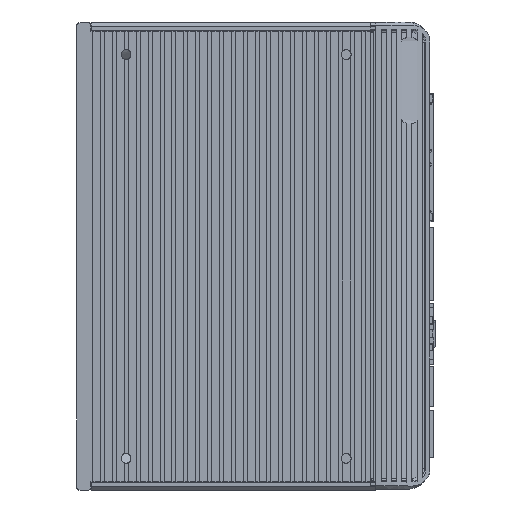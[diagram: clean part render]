
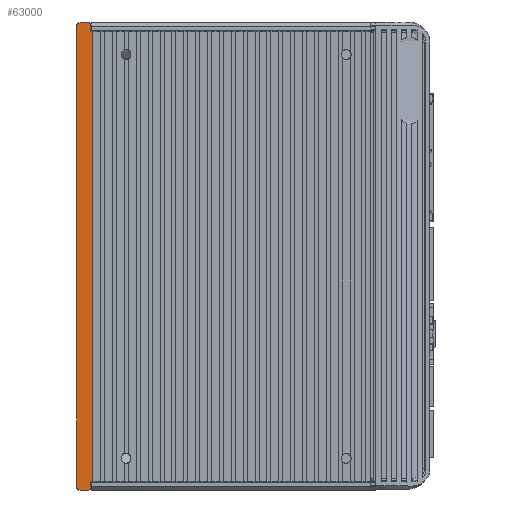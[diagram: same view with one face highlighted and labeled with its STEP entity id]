
A CAD part, left-side view. The second image highlights one B-rep face of the part: STEP entity #63000.
In plain terms, the highlighted planar face has unit normal (-1, 0, 0).
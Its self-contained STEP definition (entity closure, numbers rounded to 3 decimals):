
#1278=CIRCLE('',#66597,0.5);
#1287=CIRCLE('',#66613,0.5);
#1336=CIRCLE('',#66773,0.5);
#1337=CIRCLE('',#66774,0.5);
#9297=VERTEX_POINT('',#227255);
#9299=VERTEX_POINT('',#227259);
#9310=VERTEX_POINT('',#227292);
#9311=VERTEX_POINT('',#227294);
#9312=VERTEX_POINT('',#227298);
#9558=VERTEX_POINT('',#227949);
#9559=VERTEX_POINT('',#227951);
#9571=VERTEX_POINT('',#228011);
#9583=VERTEX_POINT('',#228059);
#9585=VERTEX_POINT('',#228091);
#9586=VERTEX_POINT('',#228094);
#9587=VERTEX_POINT('',#228096);
#16368=VECTOR('',#78245,1.);
#16657=VECTOR('',#78693,1.);
#16689=VECTOR('',#78752,1.);
#16702=VECTOR('',#78804,1.);
#16730=VECTOR('',#78836,1.);
#16731=VECTOR('',#78837,1.);
#16732=VECTOR('',#78840,1.);
#16733=VECTOR('',#78841,1.);
#23594=LINE('',#227293,#16368);
#23883=LINE('',#227952,#16657);
#23915=LINE('',#228010,#16689);
#23928=LINE('',#228058,#16702);
#23956=LINE('',#228092,#16730);
#23957=LINE('',#228093,#16731);
#23958=LINE('',#228097,#16732);
#23959=LINE('',#228098,#16733);
#32715=EDGE_CURVE('',#9297,#9299,#1278,.T.);
#32732=EDGE_CURVE('',#9310,#9311,#23594,.T.);
#32736=EDGE_CURVE('',#9312,#9311,#1287,.T.);
#33052=EDGE_CURVE('',#9559,#9558,#23883,.T.);
#33092=EDGE_CURVE('',#9571,#9558,#23915,.T.);
#33116=EDGE_CURVE('',#9583,#9559,#23928,.T.);
#33144=EDGE_CURVE('',#9310,#9585,#1336,.T.);
#33145=EDGE_CURVE('',#9571,#9585,#23956,.T.);
#33146=EDGE_CURVE('',#9583,#9586,#23957,.T.);
#33147=EDGE_CURVE('',#9586,#9587,#1337,.T.);
#33148=EDGE_CURVE('',#9297,#9587,#23958,.T.);
#33149=EDGE_CURVE('',#9299,#9312,#23959,.T.);
#51115=ORIENTED_EDGE('',*,*,#32732,.F.);
#51116=ORIENTED_EDGE('',*,*,#33144,.T.);
#51117=ORIENTED_EDGE('',*,*,#33145,.F.);
#51118=ORIENTED_EDGE('',*,*,#33092,.T.);
#51119=ORIENTED_EDGE('',*,*,#33052,.F.);
#51120=ORIENTED_EDGE('',*,*,#33116,.F.);
#51121=ORIENTED_EDGE('',*,*,#33146,.T.);
#51122=ORIENTED_EDGE('',*,*,#33147,.T.);
#51123=ORIENTED_EDGE('',*,*,#33148,.F.);
#51124=ORIENTED_EDGE('',*,*,#32715,.T.);
#51125=ORIENTED_EDGE('',*,*,#33149,.T.);
#51126=ORIENTED_EDGE('',*,*,#32736,.T.);
#55695=EDGE_LOOP('',(#51115,#51116,#51117,#51118,#51119,#51120,#51121,#51122,
#51123,#51124,#51125,#51126));
#59500=FACE_BOUND('',#55695,.T.);
#63000=ADVANCED_FACE('',(#59500),#231249,.T.);
#66597=AXIS2_PLACEMENT_3D('',#227260,#78210,#78211);
#66613=AXIS2_PLACEMENT_3D('',#227299,#78250,#78251);
#66772=AXIS2_PLACEMENT_3D('',#228089,#78833,$);
#66773=AXIS2_PLACEMENT_3D('',#228090,#78834,#78835);
#66774=AXIS2_PLACEMENT_3D('',#228095,#78838,#78839);
#78210=DIRECTION('',(-1.,0.,0.));
#78211=DIRECTION('',(0.,0.,0.5));
#78245=DIRECTION('',(0.,1.,0.));
#78250=DIRECTION('',(-1.,0.,0.));
#78251=DIRECTION('',(0.,0.5,0.));
#78693=DIRECTION('',(0.,0.,-1.));
#78752=DIRECTION('',(0.,-1.,0.));
#78804=DIRECTION('',(0.,-1.,0.));
#78833=DIRECTION('',(-1.,0.,0.));
#78834=DIRECTION('',(-1.,0.,0.));
#78835=DIRECTION('',(0.,0.,-0.5));
#78836=DIRECTION('',(0.,0.,-1.));
#78837=DIRECTION('',(0.,0.,1.));
#78838=DIRECTION('',(-1.,0.,0.));
#78839=DIRECTION('',(0.,-0.5,0.));
#78840=DIRECTION('',(0.,-1.,0.));
#78841=DIRECTION('',(0.,0.,-1.));
#227255=CARTESIAN_POINT('',(-21.003,89.5,118.));
#227259=CARTESIAN_POINT('',(-21.003,90.,117.5));
#227260=CARTESIAN_POINT('',(-21.003,89.5,117.5));
#227292=CARTESIAN_POINT('',(-21.003,87.,0.));
#227293=CARTESIAN_POINT('',(-21.003,87.,0.));
#227294=CARTESIAN_POINT('',(-21.003,89.5,0.));
#227298=CARTESIAN_POINT('',(-21.003,90.,0.5));
#227299=CARTESIAN_POINT('',(-21.003,89.5,0.5));
#227949=CARTESIAN_POINT('',(-21.003,86.,2.1));
#227951=CARTESIAN_POINT('',(-21.003,86.,115.9));
#227952=CARTESIAN_POINT('',(-21.003,86.,115.9));
#228010=CARTESIAN_POINT('',(-21.003,86.5,2.1));
#228011=CARTESIAN_POINT('',(-21.003,86.5,2.1));
#228058=CARTESIAN_POINT('',(-21.003,86.5,115.9));
#228059=CARTESIAN_POINT('',(-21.003,86.5,115.9));
#228089=CARTESIAN_POINT('',(-21.003,0.,118.));
#228090=CARTESIAN_POINT('',(-21.003,87.,0.5));
#228091=CARTESIAN_POINT('',(-21.003,86.5,0.5));
#228092=CARTESIAN_POINT('',(-21.003,86.5,2.1));
#228093=CARTESIAN_POINT('',(-21.003,86.5,115.9));
#228094=CARTESIAN_POINT('',(-21.003,86.5,117.5));
#228095=CARTESIAN_POINT('',(-21.003,87.,117.5));
#228096=CARTESIAN_POINT('',(-21.003,87.,118.));
#228097=CARTESIAN_POINT('',(-21.003,89.5,118.));
#228098=CARTESIAN_POINT('',(-21.003,90.,117.5));
#231249=PLANE('',#66772);
